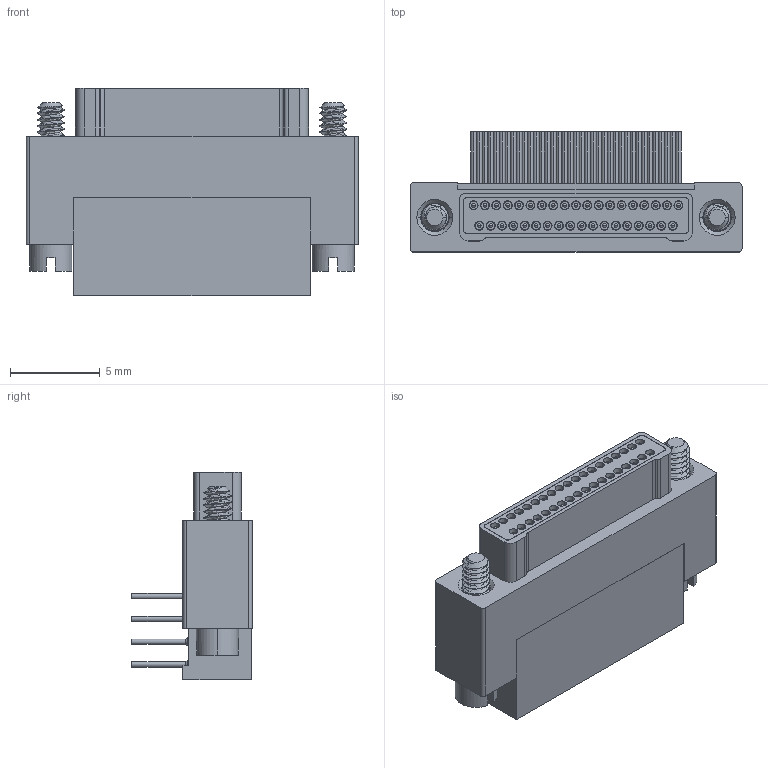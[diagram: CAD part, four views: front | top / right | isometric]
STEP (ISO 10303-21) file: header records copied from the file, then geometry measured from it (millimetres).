
FILE_DESCRIPTION((''),'2;1');
FILE_NAME('J63A-2E2-037-321-JC_ASM','2024-12-12T',('gongcheng6'),(''),'PRO/ENGINEER BY PARAMETRIC TECHNOLOGY CORPORATION, 2010280','PRO/ENGINEER BY PARAMETRIC TECHNOLOGY CORPORATION, 2010280','');
FILE_SCHEMA(('CONFIG_CONTROL_DESIGN'));
Length unit declared in the file: millimetre
Products named in the file (9): PRT0026; PRT0027; PRT0028; PRODUCT_7892; PRT0029; PRT0030; ASM0016_ASM; _J63A-2E2-037-321-JC; J63A-2E2-037-321-JC_ASM
Assembly tree (42 placements, depth 3):
  J63A-2E2-037-321-JC_ASM
    ASM0016_ASM
      PRT0026  x10
      PRT0027  x9
      PRT0028  x9
      PRODUCT_7892  x2
      PRT0029  x9
      PRT0030
    _J63A-2E2-037-321-JC
Bounding box: 18.52 x 6.71 x 11.57 mm (x, y, z)
Volume: 614.4 mm3; surface area: 1516.9 mm2
Topology: 3 solids, 77 shells, 1173 faces, 2772 edges, 1611 vertices
Faces by surface type: cylinder 620, cone 232, plane 169, sphere 74, torus 74, bspline 4
Entity records: 16258 total; most frequent: CARTESIAN_POINT 8072, DIRECTION 1862, ORIENTED_EDGE 1490, AXIS2_PLACEMENT_3D 765, EDGE_CURVE 761, VERTEX_POINT 490, EDGE_LOOP 377, CIRCLE 348
